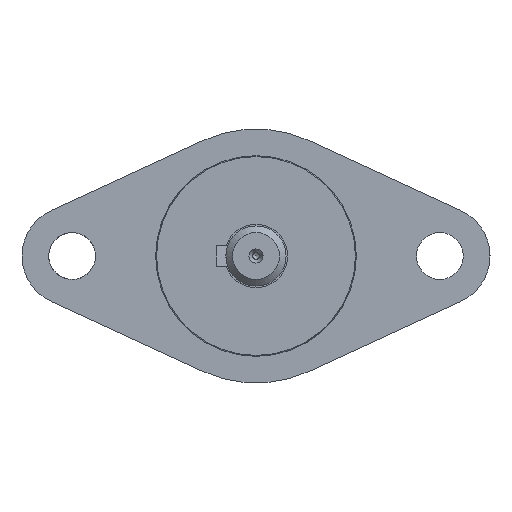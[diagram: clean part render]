
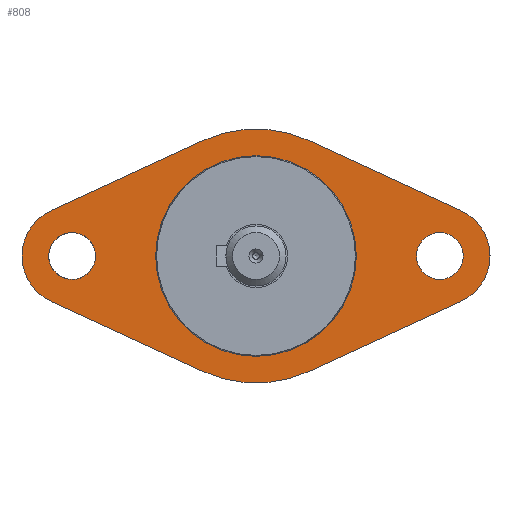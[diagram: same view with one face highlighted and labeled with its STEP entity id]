
A CAD part, left-side view. The second image highlights one B-rep face of the part: STEP entity #808.
In plain terms, the highlighted planar face has unit normal (-1, 0, 0).
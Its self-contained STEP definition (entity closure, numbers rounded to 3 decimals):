
#673=CARTESIAN_POINT('',(-65.7,0.,15.));
#674=VERTEX_POINT('',#673);
#675=CARTESIAN_POINT('',(-65.7,0.,0.));
#676=DIRECTION('',(1.0,0.0,0.0));
#677=DIRECTION('',(0.0,0.0,-1.0));
#678=AXIS2_PLACEMENT_3D('',#675,#676,#677);
#679=CIRCLE('',#678,15.0);
#680=EDGE_CURVE('',#674,#674,#679,.T.);
#708=CARTESIAN_POINT('',(-65.7,0.,0.));
#709=DIRECTION('',(1.0,0.0,0.0));
#710=DIRECTION('',(0.0,0.0,-1.0));
#711=AXIS2_PLACEMENT_3D('',#708,#709,#710);
#712=PLANE('',#711);
#713=CARTESIAN_POINT('',(-65.7,-30.636,-6.813));
#714=VERTEX_POINT('',#713);
#715=CARTESIAN_POINT('',(-65.7,-7.945,-17.259));
#716=VERTEX_POINT('',#715);
#717=CARTESIAN_POINT('',(-65.7,-30.636,-6.813));
#718=DIRECTION('',(0.,0.908,-0.418));
#719=VECTOR('',#718,24.98);
#720=LINE('',#717,#719);
#721=EDGE_CURVE('',#714,#716,#720,.T.);
#722=ORIENTED_EDGE('',*,*,#721,.F.);
#723=CARTESIAN_POINT('',(-65.7,-30.636,6.813));
#724=VERTEX_POINT('',#723);
#725=CARTESIAN_POINT('',(-65.7,-27.5,0.));
#726=DIRECTION('',(1.0,0.,0.));
#727=DIRECTION('',(0.,0.418,0.908));
#728=AXIS2_PLACEMENT_3D('',#725,#726,#727);
#729=CIRCLE('',#728,7.5);
#730=EDGE_CURVE('',#724,#714,#729,.T.);
#731=ORIENTED_EDGE('',*,*,#730,.F.);
#732=CARTESIAN_POINT('',(-65.7,-7.945,17.259));
#733=VERTEX_POINT('',#732);
#734=CARTESIAN_POINT('',(-65.7,-7.945,17.259));
#735=DIRECTION('',(0.,-0.908,-0.418));
#736=VECTOR('',#735,24.98);
#737=LINE('',#734,#736);
#738=EDGE_CURVE('',#733,#724,#737,.T.);
#739=ORIENTED_EDGE('',*,*,#738,.F.);
#740=CARTESIAN_POINT('',(-65.7,7.945,17.259));
#741=VERTEX_POINT('',#740);
#742=CARTESIAN_POINT('',(-65.7,0.,0.));
#743=DIRECTION('',(1.0,0.,0.));
#744=DIRECTION('',(0.,0.418,-0.908));
#745=AXIS2_PLACEMENT_3D('',#742,#743,#744);
#746=CIRCLE('',#745,19.);
#747=EDGE_CURVE('',#741,#733,#746,.T.);
#748=ORIENTED_EDGE('',*,*,#747,.F.);
#749=CARTESIAN_POINT('',(-65.7,30.636,6.813));
#750=VERTEX_POINT('',#749);
#751=CARTESIAN_POINT('',(-65.7,30.636,6.813));
#752=DIRECTION('',(0.,-0.908,0.418));
#753=VECTOR('',#752,24.98);
#754=LINE('',#751,#753);
#755=EDGE_CURVE('',#750,#741,#754,.T.);
#756=ORIENTED_EDGE('',*,*,#755,.F.);
#757=CARTESIAN_POINT('',(-65.7,30.636,-6.813));
#758=VERTEX_POINT('',#757);
#759=CARTESIAN_POINT('',(-65.7,27.5,0.));
#760=DIRECTION('',(1.0,0.,0.));
#761=DIRECTION('',(0.,-0.418,-0.908));
#762=AXIS2_PLACEMENT_3D('',#759,#760,#761);
#763=CIRCLE('',#762,7.5);
#764=EDGE_CURVE('',#758,#750,#763,.T.);
#765=ORIENTED_EDGE('',*,*,#764,.F.);
#766=CARTESIAN_POINT('',(-65.7,7.945,-17.259));
#767=VERTEX_POINT('',#766);
#768=CARTESIAN_POINT('',(-65.7,7.945,-17.259));
#769=DIRECTION('',(0.,0.908,0.418));
#770=VECTOR('',#769,24.98);
#771=LINE('',#768,#770);
#772=EDGE_CURVE('',#767,#758,#771,.T.);
#773=ORIENTED_EDGE('',*,*,#772,.F.);
#774=CARTESIAN_POINT('',(-65.7,0.,0.));
#775=DIRECTION('',(1.0,0.,0.));
#776=DIRECTION('',(0.,-0.418,0.908));
#777=AXIS2_PLACEMENT_3D('',#774,#775,#776);
#778=CIRCLE('',#777,19.);
#779=EDGE_CURVE('',#716,#767,#778,.T.);
#780=ORIENTED_EDGE('',*,*,#779,.F.);
#781=EDGE_LOOP('',(#722,#731,#739,#748,#756,#765,#773,#780));
#782=FACE_OUTER_BOUND('',#781,.T.);
#783=ORIENTED_EDGE('',*,*,#680,.T.);
#784=EDGE_LOOP('',(#783));
#785=FACE_BOUND('',#784,.T.);
#786=CARTESIAN_POINT('',(-65.7,28.241,-3.421));
#787=VERTEX_POINT('',#786);
#788=CARTESIAN_POINT('',(-65.7,27.5,0.));
#789=DIRECTION('',(1.0,0.0,0.0));
#790=DIRECTION('',(0.0,0.0,1.0));
#791=AXIS2_PLACEMENT_3D('',#788,#789,#790);
#792=CIRCLE('',#791,3.5);
#793=EDGE_CURVE('',#787,#787,#792,.T.);
#794=ORIENTED_EDGE('',*,*,#793,.T.);
#795=EDGE_LOOP('',(#794));
#796=FACE_BOUND('',#795,.T.);
#797=CARTESIAN_POINT('',(-65.7,-27.5,3.5));
#798=VERTEX_POINT('',#797);
#799=CARTESIAN_POINT('',(-65.7,-27.5,0.));
#800=DIRECTION('',(1.0,0.0,0.0));
#801=DIRECTION('',(0.0,0.0,1.0));
#802=AXIS2_PLACEMENT_3D('',#799,#800,#801);
#803=CIRCLE('',#802,3.5);
#804=EDGE_CURVE('',#798,#798,#803,.T.);
#805=ORIENTED_EDGE('',*,*,#804,.T.);
#806=EDGE_LOOP('',(#805));
#807=FACE_BOUND('',#806,.T.);
#808=ADVANCED_FACE('',(#782,#785,#796,#807),#712,.F.);
